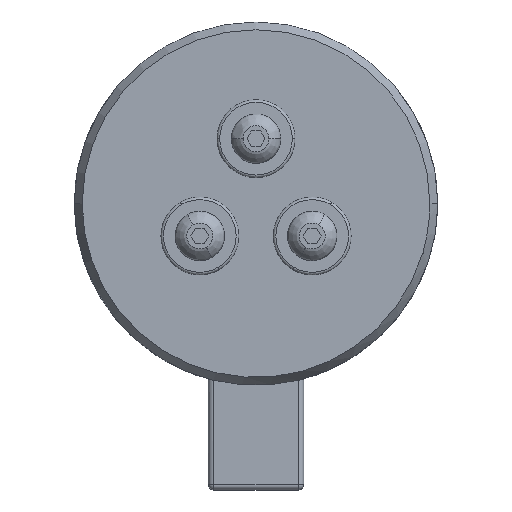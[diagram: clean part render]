
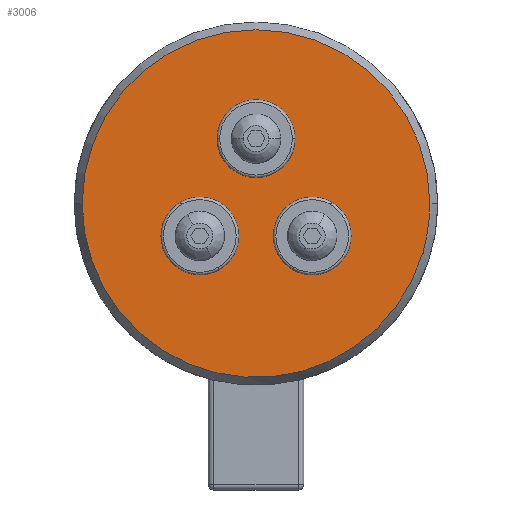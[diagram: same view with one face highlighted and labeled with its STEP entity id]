
A CAD part, top view. The second image highlights one B-rep face of the part: STEP entity #3006.
In plain terms, the highlighted planar face has unit normal (0, 0, 1).
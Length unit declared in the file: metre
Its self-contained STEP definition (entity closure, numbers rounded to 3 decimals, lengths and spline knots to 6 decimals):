
#61 = VERTEX_POINT ( 'NONE', #650 ) ;
#168 = DIRECTION ( 'NONE',  ( 0., 0., 1. ) ) ;
#196 = ORIENTED_EDGE ( 'NONE', *, *, #3098, .T. ) ;
#237 = ORIENTED_EDGE ( 'NONE', *, *, #1635, .F. ) ;
#259 = CARTESIAN_POINT ( 'NONE',  ( -0.002625, 0.0125, 0.015 ) ) ;
#292 = CARTESIAN_POINT ( 'NONE',  ( 0.032268, -0.009003, 0.015 ) ) ;
#336 = PLANE ( 'NONE',  #476 ) ;
#364 = ORIENTED_EDGE ( 'NONE', *, *, #725, .F. ) ;
#449 = VERTEX_POINT ( 'NONE', #4507 ) ;
#476 = AXIS2_PLACEMENT_3D ( 'NONE', #3533, #2836, #1383 ) ;
#489 = CIRCLE ( 'NONE', #1524, 0.0335 ) ;
#500 = VERTEX_POINT ( 'NONE', #259 ) ;
#515 = CIRCLE ( 'NONE', #3284, 0.0335 ) ;
#614 = EDGE_CURVE ( 'NONE', #1853, #3603, #515, .T. ) ;
#650 = CARTESIAN_POINT ( 'NONE',  ( -0.0335, 0., 0.015 ) ) ;
#653 = CARTESIAN_POINT ( 'NONE',  ( 0., 0., 0.015 ) ) ;
#721 = VERTEX_POINT ( 'NONE', #1067 ) ;
#725 = EDGE_CURVE ( 'NONE', #721, #3596, #4401, .T. ) ;
#763 = CIRCLE ( 'NONE', #3240, 0.002625 ) ;
#842 = AXIS2_PLACEMENT_3D ( 'NONE', #3251, #1086, #2528 ) ;
#873 = CIRCLE ( 'NONE', #4564, 0.002625 ) ;
#1023 = AXIS2_PLACEMENT_3D ( 'NONE', #1033, #1047, #3563 ) ;
#1033 = CARTESIAN_POINT ( 'NONE',  ( -0.010825, -0.00625, 0.015 ) ) ;
#1047 = DIRECTION ( 'NONE',  ( 0., 0., 1. ) ) ;
#1067 = CARTESIAN_POINT ( 'NONE',  ( -0.0082, -0.00625, 0.015 ) ) ;
#1086 = DIRECTION ( 'NONE',  ( 0., 0., 1. ) ) ;
#1162 = CARTESIAN_POINT ( 'NONE',  ( 0.010825, -0.00625, 0.015 ) ) ;
#1198 = DIRECTION ( 'NONE',  ( 0., 0., 1. ) ) ;
#1312 = DIRECTION ( 'NONE',  ( 1., 0., 0. ) ) ;
#1339 = CARTESIAN_POINT ( 'NONE',  ( 0., 0., 0.015 ) ) ;
#1383 = DIRECTION ( 'NONE',  ( 1., 0., 0. ) ) ;
#1407 = ORIENTED_EDGE ( 'NONE', *, *, #3156, .T. ) ;
#1461 = DIRECTION ( 'NONE',  ( 1., 0., 0. ) ) ;
#1524 = AXIS2_PLACEMENT_3D ( 'NONE', #1339, #3465, #2405 ) ;
#1585 = VERTEX_POINT ( 'NONE', #2934 ) ;
#1635 = EDGE_CURVE ( 'NONE', #3596, #721, #4627, .T. ) ;
#1641 = AXIS2_PLACEMENT_3D ( 'NONE', #3943, #1775, #2472 ) ;
#1748 = DIRECTION ( 'NONE',  ( 1., 0., 0. ) ) ;
#1775 = DIRECTION ( 'NONE',  ( 0., 0., 1. ) ) ;
#1853 = VERTEX_POINT ( 'NONE', #292 ) ;
#1873 = EDGE_CURVE ( 'NONE', #1585, #500, #3191, .T. ) ;
#1880 = VERTEX_POINT ( 'NONE', #2411 ) ;
#1941 = FACE_OUTER_BOUND ( 'NONE', #2226, .T. ) ;
#2199 = EDGE_CURVE ( 'NONE', #500, #1585, #763, .T. ) ;
#2226 = EDGE_LOOP ( 'NONE', ( #3014, #3175, #196, #1407 ) ) ;
#2233 = DIRECTION ( 'NONE',  ( -0.5, -0.866, 0. ) ) ;
#2279 = CARTESIAN_POINT ( 'NONE',  ( -0.01345, -0.00625, 0.015 ) ) ;
#2348 = ORIENTED_EDGE ( 'NONE', *, *, #2765, .F. ) ;
#2405 = DIRECTION ( 'NONE',  ( 1., 0., 0. ) ) ;
#2411 = CARTESIAN_POINT ( 'NONE',  ( 0.0082, -0.00625, 0.015 ) ) ;
#2472 = DIRECTION ( 'NONE',  ( 1., 0., 0. ) ) ;
#2491 = CIRCLE ( 'NONE', #4319, 0.002625 ) ;
#2528 = DIRECTION ( 'NONE',  ( 1., 0., 0. ) ) ;
#2548 = EDGE_CURVE ( 'NONE', #3991, #1853, #4154, .T. ) ;
#2579 = EDGE_LOOP ( 'NONE', ( #364, #237 ) ) ;
#2592 = CARTESIAN_POINT ( 'NONE',  ( -0.010825, -0.00625, 0.015 ) ) ;
#2617 = EDGE_CURVE ( 'NONE', #1880, #449, #2491, .T. ) ;
#2673 = DIRECTION ( 'NONE',  ( -0.5, 0.866, 0. ) ) ;
#2718 = AXIS2_PLACEMENT_3D ( 'NONE', #3863, #4591, #1312 ) ;
#2729 = FACE_BOUND ( 'NONE', #2863, .T. ) ;
#2765 = EDGE_CURVE ( 'NONE', #449, #1880, #873, .T. ) ;
#2836 = DIRECTION ( 'NONE',  ( 0., 0., 1. ) ) ;
#2863 = EDGE_LOOP ( 'NONE', ( #3365, #2983 ) ) ;
#2934 = CARTESIAN_POINT ( 'NONE',  ( 0.002625, 0.0125, 0.015 ) ) ;
#2983 = ORIENTED_EDGE ( 'NONE', *, *, #2199, .F. ) ;
#2993 = CIRCLE ( 'NONE', #2718, 0.0335 ) ;
#3006 = ADVANCED_FACE ( 'NONE', ( #1941, #4376, #3760, #2729 ), #336, .T. ) ;
#3014 = ORIENTED_EDGE ( 'NONE', *, *, #2548, .T. ) ;
#3015 = CARTESIAN_POINT ( 'NONE',  ( 0.0335, 0., 0.015 ) ) ;
#3098 = EDGE_CURVE ( 'NONE', #3603, #61, #2993, .T. ) ;
#3156 = EDGE_CURVE ( 'NONE', #61, #3991, #489, .T. ) ;
#3175 = ORIENTED_EDGE ( 'NONE', *, *, #614, .T. ) ;
#3191 = CIRCLE ( 'NONE', #1641, 0.002625 ) ;
#3240 = AXIS2_PLACEMENT_3D ( 'NONE', #3911, #3640, #1461 ) ;
#3251 = CARTESIAN_POINT ( 'NONE',  ( 0., 0., 0.015 ) ) ;
#3284 = AXIS2_PLACEMENT_3D ( 'NONE', #653, #3532, #1748 ) ;
#3299 = EDGE_LOOP ( 'NONE', ( #2348, #4298 ) ) ;
#3320 = AXIS2_PLACEMENT_3D ( 'NONE', #2592, #168, #2673 ) ;
#3365 = ORIENTED_EDGE ( 'NONE', *, *, #1873, .F. ) ;
#3465 = DIRECTION ( 'NONE',  ( 0., 0., 1. ) ) ;
#3532 = DIRECTION ( 'NONE',  ( 0., 0., 1. ) ) ;
#3533 = CARTESIAN_POINT ( 'NONE',  ( 0., 0., 0.015 ) ) ;
#3563 = DIRECTION ( 'NONE',  ( -0.5, 0.866, 0. ) ) ;
#3596 = VERTEX_POINT ( 'NONE', #2279 ) ;
#3603 = VERTEX_POINT ( 'NONE', #3015 ) ;
#3640 = DIRECTION ( 'NONE',  ( 0., 0., 1. ) ) ;
#3760 = FACE_BOUND ( 'NONE', #3299, .T. ) ;
#3863 = CARTESIAN_POINT ( 'NONE',  ( 0., 0., 0.015 ) ) ;
#3911 = CARTESIAN_POINT ( 'NONE',  ( 0., 0.0125, 0.015 ) ) ;
#3943 = CARTESIAN_POINT ( 'NONE',  ( 0., 0.0125, 0.015 ) ) ;
#3991 = VERTEX_POINT ( 'NONE', #4495 ) ;
#4045 = DIRECTION ( 'NONE',  ( -0.5, -0.866, 0. ) ) ;
#4154 = CIRCLE ( 'NONE', #842, 0.0335 ) ;
#4298 = ORIENTED_EDGE ( 'NONE', *, *, #2617, .F. ) ;
#4319 = AXIS2_PLACEMENT_3D ( 'NONE', #1162, #4393, #2233 ) ;
#4376 = FACE_BOUND ( 'NONE', #2579, .T. ) ;
#4393 = DIRECTION ( 'NONE',  ( 0., 0., 1. ) ) ;
#4401 = CIRCLE ( 'NONE', #1023, 0.002625 ) ;
#4447 = CARTESIAN_POINT ( 'NONE',  ( 0.010825, -0.00625, 0.015 ) ) ;
#4495 = CARTESIAN_POINT ( 'NONE',  ( 0.032029, -0.009818, 0.015 ) ) ;
#4507 = CARTESIAN_POINT ( 'NONE',  ( 0.01345, -0.00625, 0.015 ) ) ;
#4564 = AXIS2_PLACEMENT_3D ( 'NONE', #4447, #1198, #4045 ) ;
#4591 = DIRECTION ( 'NONE',  ( 0., 0., 1. ) ) ;
#4627 = CIRCLE ( 'NONE', #3320, 0.002625 ) ;
